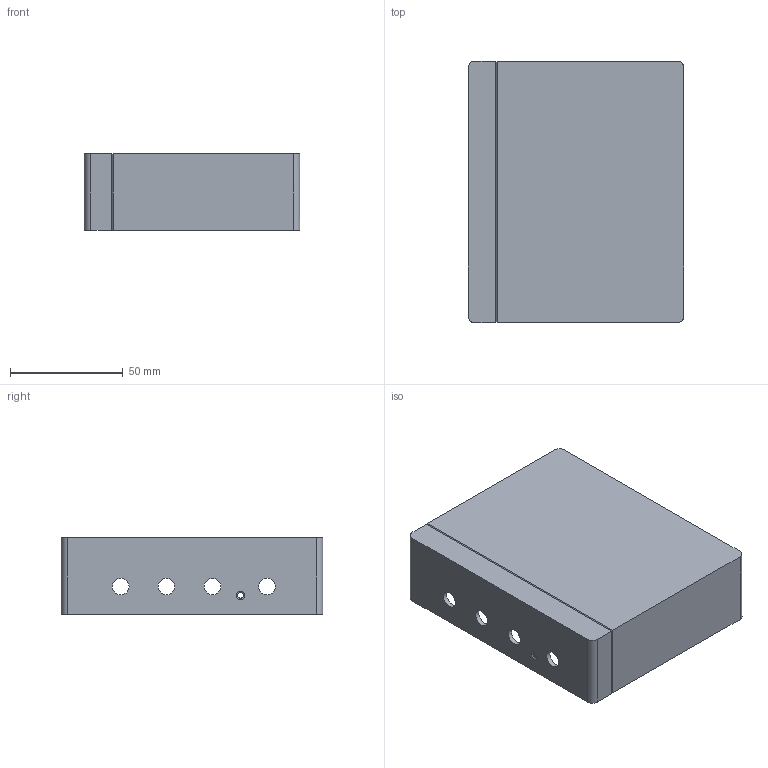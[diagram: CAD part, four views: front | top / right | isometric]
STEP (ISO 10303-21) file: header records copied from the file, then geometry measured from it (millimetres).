
FILE_DESCRIPTION(/* description */ ('FreeCAD Model'),/* implementation_level */ '2;1');
FILE_NAME(/* name */ 'OP-AMP_MIXER CASE_TOP.step',/* time_stamp */ '2024-08-25T23:48:29+09:00',/* author */ (''),/* organization */ (''),/* preprocessor_version */ 'ST-DEVELOPER v20',/* originating_system */ 'Autodesk Translation Framework v13.14.0.145',/* authorisation */ '');
FILE_SCHEMA (('AUTOMOTIVE_DESIGN { 1 0 10303 214 3 1 1 }'));
Length unit declared in the file: millimetre
Products named in the file (2): OP-AMP_MIXER; Case
Assembly tree (1 placements, depth 2):
  OP-AMP_MIXER
    Case
Bounding box: 95.6 x 116 x 34 mm (x, y, z)
Volume: 47733.1 mm3; surface area: 47699.9 mm2
Topology: 2 solids, 2 shells, 148 faces, 402 edges, 262 vertices
Faces by surface type: plane 115, cylinder 25, cone 6, torus 2
Full cylindrical faces by diameter (mm): 2.4 x4, 2.6 x1, 7.4 x4
Entity records: 4675 total; most frequent: CARTESIAN_POINT 817, ORIENTED_EDGE 804, DIRECTION 765, EDGE_CURVE 402, LINE 339, VECTOR 339, VERTEX_POINT 262, AXIS2_PLACEMENT_3D 213
